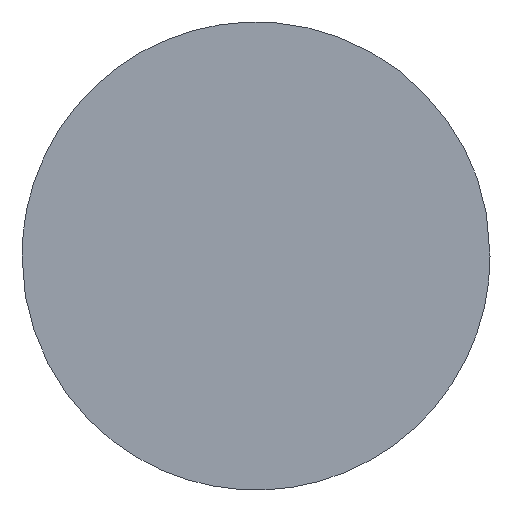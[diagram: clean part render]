
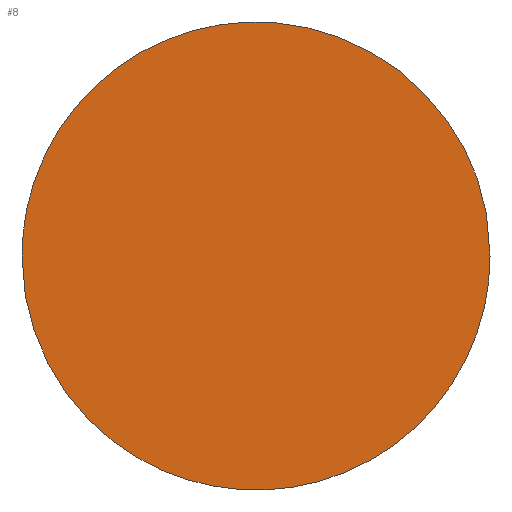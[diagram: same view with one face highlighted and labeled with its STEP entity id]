
A CAD part, top view. The second image highlights one B-rep face of the part: STEP entity #8.
In plain terms, the highlighted planar face has unit normal (0, 0, 1).
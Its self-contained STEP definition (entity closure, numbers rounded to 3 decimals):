
#1 = EDGE_CURVE ( 'NONE', #3, #37, #35, .T. ) ;
#3 = VERTEX_POINT ( 'NONE', #93 ) ;
#8 = ADVANCED_FACE ( '$', ( #40 ), #92, .T. ) ;
#9 = CARTESIAN_POINT ( 'NONE',  ( 0.038, -0.298, 0. ) ) ;
#10 = CARTESIAN_POINT ( 'NONE',  ( 0.019, -0.3, 0. ) ) ;
#11 = CARTESIAN_POINT ( 'NONE',  ( -0.148, -0.262, 0. ) ) ;
#13 = CARTESIAN_POINT ( 'NONE',  ( -0.038, -0.3, 0. ) ) ;
#14 = CARTESIAN_POINT ( 'NONE',  ( -0.075, -0.293, 0. ) ) ;
#15 = CARTESIAN_POINT ( 'NONE',  ( -0.128, -0.272, 0. ) ) ;
#16 = CARTESIAN_POINT ( 'NONE',  ( -0.241, -0.183, 0. ) ) ;
#17 = CARTESIAN_POINT ( 'NONE',  ( -0.264, -0.149, 0. ) ) ;
#18 = CARTESIAN_POINT ( 'NONE',  ( 0.3, 0., 0. ) ) ;
#19 = EDGE_LOOP ( 'NONE', ( #39, #42 ) ) ;
#20 = CARTESIAN_POINT ( 'NONE',  ( -0.198, -0.227, 0. ) ) ;
#21 = CARTESIAN_POINT ( 'NONE',  ( -0.3, -0.019, 0. ) ) ;
#22 = CARTESIAN_POINT ( 'NONE',  ( -0.298, -0.038, 0. ) ) ;
#23 = CARTESIAN_POINT ( 'NONE',  ( -0.291, -0.074, 0. ) ) ;
#24 = CARTESIAN_POINT ( 'NONE',  ( -0.3, 0., 0. ) ) ;
#28 = CARTESIAN_POINT ( 'NONE',  ( -0.286, -0.091, 0. ) ) ;
#30 = CARTESIAN_POINT ( 'NONE',  ( 0.3, 0.083, 0. ) ) ;
#35 = B_SPLINE_CURVE_WITH_KNOTS ( 'NONE', 3,
 ( #24, #21, #22, #23, #28, #17, #16, #20, #104, #11, #15, #14, #13, #10, #9, #103, #41, #102, #101, #100, #99, #98, #97, #96, #95, #94 ),
 .UNSPECIFIED., .F., .F.,
 ( 4, 2, 2, 2, 2, 2, 2, 2, 2, 2, 2, 2, 4 ),
 ( 0.5, 0.531, 0.563, 0.625, 0.656, 0.688, 0.75, 0.781, 0.812, 0.875, 0.906, 0.937, 1. ),
 .UNSPECIFIED. ) ;
#37 = VERTEX_POINT ( 'NONE', #88 ) ;
#39 = ORIENTED_EDGE ( 'NONE', *, *, #48, .T. ) ;
#40 = FACE_OUTER_BOUND ( 'NONE', #19, .T. ) ;
#41 = CARTESIAN_POINT ( 'NONE',  ( 0.091, -0.286, 0. ) ) ;
#42 = ORIENTED_EDGE ( 'NONE', *, *, #1, .T. ) ;
#45 = CARTESIAN_POINT ( 'NONE',  ( -0.019, 0.3, 0. ) ) ;
#48 = EDGE_CURVE ( 'NONE', #37, #3, #51, .T. ) ;
#50 = AXIS2_PLACEMENT_3D ( 'NONE', #18, #91, #90 ) ;
#51 = B_SPLINE_CURVE_WITH_KNOTS ( 'NONE', 3,
 ( #87, #30, #86, #85, #84, #83, #82, #81, #80, #45, #79, #78, #77, #76, #75, #74, #73, #71, #70, #69, #68, #67 ),
 .UNSPECIFIED., .F., .F.,
 ( 4, 2, 2, 2, 2, 2, 2, 2, 2, 2, 4 ),
 ( 0., 0.125, 0.156, 0.188, 0.25, 0.281, 0.313, 0.375, 0.406, 0.438, 0.5 ),
 .UNSPECIFIED. ) ;
#67 = CARTESIAN_POINT ( 'NONE',  ( -0.3, 0., 0. ) ) ;
#68 = CARTESIAN_POINT ( 'NONE',  ( -0.3, 0.038, 0. ) ) ;
#69 = CARTESIAN_POINT ( 'NONE',  ( -0.293, 0.075, 0. ) ) ;
#70 = CARTESIAN_POINT ( 'NONE',  ( -0.272, 0.128, 0. ) ) ;
#71 = CARTESIAN_POINT ( 'NONE',  ( -0.262, 0.148, 0. ) ) ;
#73 = CARTESIAN_POINT ( 'NONE',  ( -0.24, 0.182, 0. ) ) ;
#74 = CARTESIAN_POINT ( 'NONE',  ( -0.227, 0.198, 0. ) ) ;
#75 = CARTESIAN_POINT ( 'NONE',  ( -0.183, 0.241, 0. ) ) ;
#76 = CARTESIAN_POINT ( 'NONE',  ( -0.149, 0.264, 0. ) ) ;
#77 = CARTESIAN_POINT ( 'NONE',  ( -0.091, 0.286, 0. ) ) ;
#78 = CARTESIAN_POINT ( 'NONE',  ( -0.074, 0.291, 0. ) ) ;
#79 = CARTESIAN_POINT ( 'NONE',  ( -0.038, 0.298, 0. ) ) ;
#80 = CARTESIAN_POINT ( 'NONE',  ( 0.038, 0.3, 0. ) ) ;
#81 = CARTESIAN_POINT ( 'NONE',  ( 0.075, 0.293, 0. ) ) ;
#82 = CARTESIAN_POINT ( 'NONE',  ( 0.128, 0.272, 0. ) ) ;
#83 = CARTESIAN_POINT ( 'NONE',  ( 0.148, 0.262, 0. ) ) ;
#84 = CARTESIAN_POINT ( 'NONE',  ( 0.182, 0.24, 0. ) ) ;
#85 = CARTESIAN_POINT ( 'NONE',  ( 0.198, 0.227, 0. ) ) ;
#86 = CARTESIAN_POINT ( 'NONE',  ( 0.27, 0.154, 0. ) ) ;
#87 = CARTESIAN_POINT ( 'NONE',  ( 0.3, 0., 0. ) ) ;
#88 = CARTESIAN_POINT ( 'NONE',  ( 0.3, 0., 0. ) ) ;
#90 = DIRECTION ( 'NONE',  ( 1., 0., 0. ) ) ;
#91 = DIRECTION ( 'NONE',  ( 0., 0., 1. ) ) ;
#92 = PLANE ( 'NONE',  #50 ) ;
#93 = CARTESIAN_POINT ( 'NONE',  ( -0.3, 0., 0. ) ) ;
#94 = CARTESIAN_POINT ( 'NONE',  ( 0.3, 0., 0. ) ) ;
#95 = CARTESIAN_POINT ( 'NONE',  ( 0.3, -0.038, 0. ) ) ;
#96 = CARTESIAN_POINT ( 'NONE',  ( 0.293, -0.075, 0. ) ) ;
#97 = CARTESIAN_POINT ( 'NONE',  ( 0.272, -0.128, 0. ) ) ;
#98 = CARTESIAN_POINT ( 'NONE',  ( 0.262, -0.148, 0. ) ) ;
#99 = CARTESIAN_POINT ( 'NONE',  ( 0.24, -0.182, 0. ) ) ;
#100 = CARTESIAN_POINT ( 'NONE',  ( 0.227, -0.198, 0. ) ) ;
#101 = CARTESIAN_POINT ( 'NONE',  ( 0.183, -0.241, 0. ) ) ;
#102 = CARTESIAN_POINT ( 'NONE',  ( 0.149, -0.264, 0. ) ) ;
#103 = CARTESIAN_POINT ( 'NONE',  ( 0.074, -0.291, 0. ) ) ;
#104 = CARTESIAN_POINT ( 'NONE',  ( -0.182, -0.24, 0. ) ) ;
